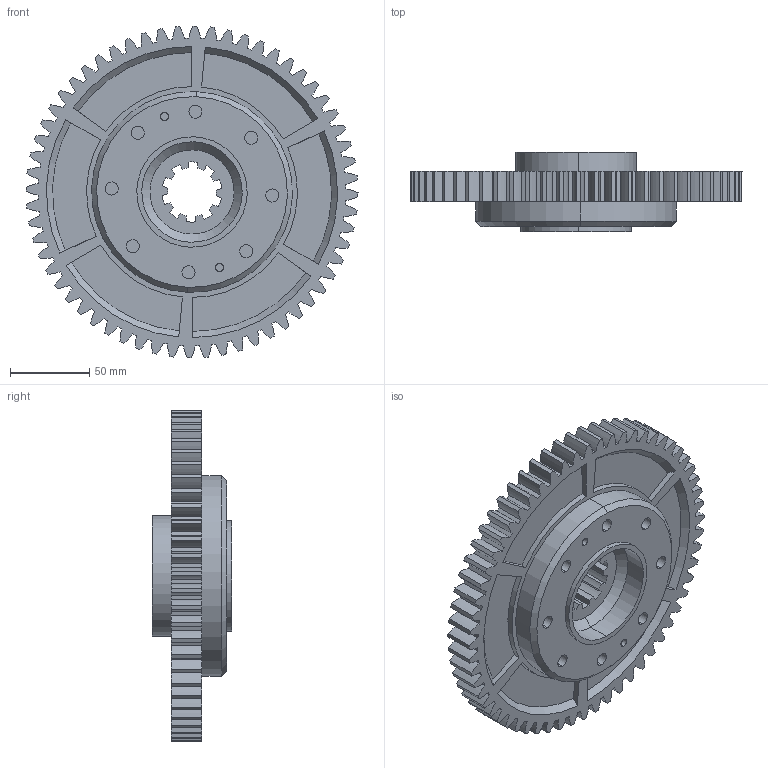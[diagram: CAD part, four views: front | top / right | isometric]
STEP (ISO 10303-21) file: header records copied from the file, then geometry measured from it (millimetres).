
FILE_DESCRIPTION (( 'STEP AP203' ), '1' );
FILE_NAME ('GBSpurGear2_Primary.STEP', '2023-07-27T05:57:25', ( '' ), ( '' ), 'SwSTEP 2.0', 'SolidWorks 2021', '' );
FILE_SCHEMA (( 'CONFIG_CONTROL_DESIGN' ));
Length unit declared in the file: centimetre
Products named in the file (4): Rear Axle Assembly _1_; GBSpurGear2_Primary; Gearbox _1_; Part 7-4
Assembly tree (3 placements, depth 4):
  GBSpurGear2_Primary
    Rear Axle Assembly _1_
      Gearbox _1_
        Part 7-4
Bounding box: 209.97 x 50.09 x 209.97 mm (x, y, z)
Volume: 680518.1 mm3; surface area: 114960.2 mm2
Topology: 1 solids, 1 shells, 394 faces, 1089 edges, 724 vertices
Faces by surface type: cylinder 183, bspline 120, plane 73, cone 18
Entity records: 16227 total; most frequent: CARTESIAN_POINT 6175, ORIENTED_EDGE 2178, DIRECTION 1809, EDGE_CURVE 1089, VERTEX_POINT 724, AXIS2_PLACEMENT_3D 678, VECTOR 453, LINE 453
